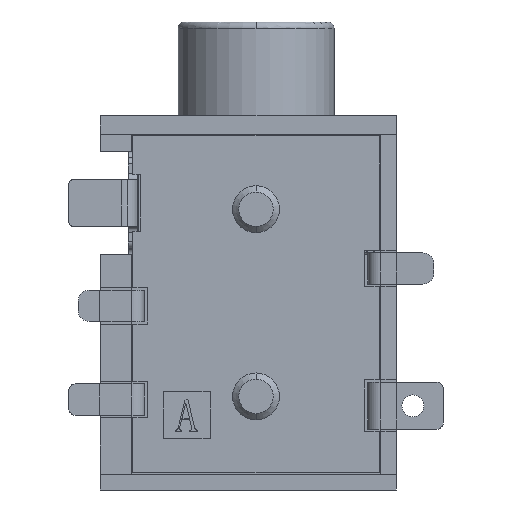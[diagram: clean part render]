
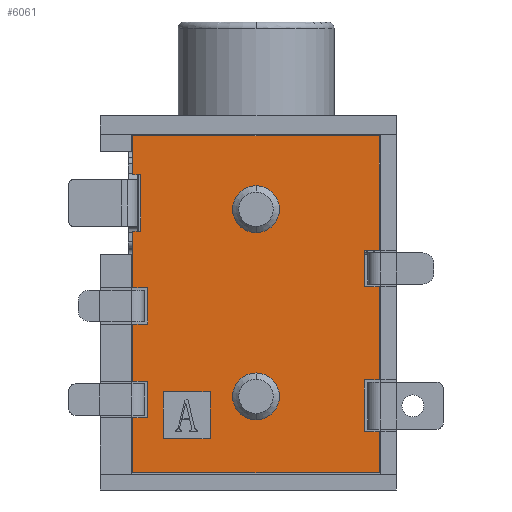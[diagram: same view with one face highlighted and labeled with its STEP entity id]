
A CAD part, front view. The second image highlights one B-rep face of the part: STEP entity #6061.
In plain terms, the highlighted planar face has unit normal (0, -1, 0).
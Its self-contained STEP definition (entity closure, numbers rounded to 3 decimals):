
#3133 = VERTEX_POINT('',#3134);
#3134 = CARTESIAN_POINT('',(-3.95,-2.4,-4.9));
#3142 = EDGE_CURVE('',#3143,#3133,#3145,.T.);
#3143 = VERTEX_POINT('',#3144);
#3144 = CARTESIAN_POINT('',(-3.95,-2.4,-3.65));
#3145 = LINE('',#3146,#3147);
#3146 = CARTESIAN_POINT('',(-3.95,-2.4,-8.05));
#3147 = VECTOR('',#3148,1.);
#3148 = DIRECTION('',(0.,0.,-1.));
#3253 = EDGE_CURVE('',#3254,#3143,#3256,.T.);
#3254 = VERTEX_POINT('',#3255);
#3255 = CARTESIAN_POINT('',(3.95,-2.4,-3.65));
#3256 = LINE('',#3257,#3258);
#3257 = CARTESIAN_POINT('',(0.,-2.4,-3.65));
#3258 = VECTOR('',#3259,1.);
#3259 = DIRECTION('',(-1.,-0.,-0.));
#4006 = VERTEX_POINT('',#4007);
#4007 = CARTESIAN_POINT('',(3.95,-2.4,-7.32));
#4015 = EDGE_CURVE('',#3254,#4006,#4016,.T.);
#4016 = LINE('',#4017,#4018);
#4017 = CARTESIAN_POINT('',(3.95,-2.4,-11.775));
#4018 = VECTOR('',#4019,1.);
#4019 = DIRECTION('',(0.,0.,-1.));
#4029 = EDGE_CURVE('',#4030,#4006,#4032,.T.);
#4030 = VERTEX_POINT('',#4031);
#4031 = CARTESIAN_POINT('',(3.475,-2.4,-7.32));
#4032 = LINE('',#4033,#4034);
#4033 = CARTESIAN_POINT('',(4.237,-2.4,-7.32));
#4034 = VECTOR('',#4035,1.);
#4035 = DIRECTION('',(1.,0.,0.));
#4839 = EDGE_CURVE('',#4840,#4030,#4842,.T.);
#4840 = VERTEX_POINT('',#4841);
#4841 = CARTESIAN_POINT('',(3.475,-2.4,-8.48));
#4842 = LINE('',#4843,#4844);
#4843 = CARTESIAN_POINT('',(3.475,-2.4,-8.05));
#4844 = VECTOR('',#4845,1.);
#4845 = DIRECTION('',(0.,0.,1.));
#6040 = EDGE_CURVE('',#3133,#6041,#6043,.T.);
#6041 = VERTEX_POINT('',#6042);
#6042 = CARTESIAN_POINT('',(-3.7,-2.4,-4.9));
#6043 = LINE('',#6044,#6045);
#6044 = CARTESIAN_POINT('',(-3.7,-2.4,-4.9));
#6045 = VECTOR('',#6046,1.);
#6046 = DIRECTION('',(1.,0.,0.));
#6061 = ADVANCED_FACE('',(#6062,#6082,#6116,#6136),#6286,.T.);
#6062 = FACE_BOUND('',#6063,.T.);
#6063 = EDGE_LOOP('',(#6064,#6075));
#6064 = ORIENTED_EDGE('',*,*,#6065,.T.);
#6065 = EDGE_CURVE('',#6066,#6068,#6070,.T.);
#6066 = VERTEX_POINT('',#6067);
#6067 = CARTESIAN_POINT('',(0.,-2.4,-5.25));
#6068 = VERTEX_POINT('',#6069);
#6069 = CARTESIAN_POINT('',(0.,-2.4,-6.75));
#6070 = CIRCLE('',#6071,0.75);
#6071 = AXIS2_PLACEMENT_3D('',#6072,#6073,#6074);
#6072 = CARTESIAN_POINT('',(0.,-2.4,-6.));
#6073 = DIRECTION('',(0.,1.,0.));
#6074 = DIRECTION('',(0.,0.,1.));
#6075 = ORIENTED_EDGE('',*,*,#6076,.T.);
#6076 = EDGE_CURVE('',#6068,#6066,#6077,.T.);
#6077 = CIRCLE('',#6078,0.75);
#6078 = AXIS2_PLACEMENT_3D('',#6079,#6080,#6081);
#6079 = CARTESIAN_POINT('',(0.,-2.4,-6.));
#6080 = DIRECTION('',(0.,1.,0.));
#6081 = DIRECTION('',(0.,0.,1.));
#6082 = FACE_BOUND('',#6083,.T.);
#6083 = EDGE_LOOP('',(#6084,#6094,#6102,#6110));
#6084 = ORIENTED_EDGE('',*,*,#6085,.T.);
#6085 = EDGE_CURVE('',#6086,#6088,#6090,.T.);
#6086 = VERTEX_POINT('',#6087);
#6087 = CARTESIAN_POINT('',(-2.97,-2.4,-13.35));
#6088 = VERTEX_POINT('',#6089);
#6089 = CARTESIAN_POINT('',(-2.97,-2.4,-11.85));
#6090 = LINE('',#6091,#6092);
#6091 = CARTESIAN_POINT('',(-2.97,-2.4,-8.05));
#6092 = VECTOR('',#6093,1.);
#6093 = DIRECTION('',(0.,0.,1.));
#6094 = ORIENTED_EDGE('',*,*,#6095,.T.);
#6095 = EDGE_CURVE('',#6088,#6096,#6098,.T.);
#6096 = VERTEX_POINT('',#6097);
#6097 = CARTESIAN_POINT('',(-1.47,-2.4,-11.85));
#6098 = LINE('',#6099,#6100);
#6099 = CARTESIAN_POINT('',(0.,-2.4,-11.85));
#6100 = VECTOR('',#6101,1.);
#6101 = DIRECTION('',(1.,0.,0.));
#6102 = ORIENTED_EDGE('',*,*,#6103,.T.);
#6103 = EDGE_CURVE('',#6096,#6104,#6106,.T.);
#6104 = VERTEX_POINT('',#6105);
#6105 = CARTESIAN_POINT('',(-1.47,-2.4,-13.35));
#6106 = LINE('',#6107,#6108);
#6107 = CARTESIAN_POINT('',(-1.47,-2.4,-8.05));
#6108 = VECTOR('',#6109,1.);
#6109 = DIRECTION('',(0.,0.,-1.));
#6110 = ORIENTED_EDGE('',*,*,#6111,.T.);
#6111 = EDGE_CURVE('',#6104,#6086,#6112,.T.);
#6112 = LINE('',#6113,#6114);
#6113 = CARTESIAN_POINT('',(0.,-2.4,-13.35));
#6114 = VECTOR('',#6115,1.);
#6115 = DIRECTION('',(-1.,-0.,-0.));
#6116 = FACE_BOUND('',#6117,.T.);
#6117 = EDGE_LOOP('',(#6118,#6129));
#6118 = ORIENTED_EDGE('',*,*,#6119,.T.);
#6119 = EDGE_CURVE('',#6120,#6122,#6124,.T.);
#6120 = VERTEX_POINT('',#6121);
#6121 = CARTESIAN_POINT('',(0.,-2.4,-11.25));
#6122 = VERTEX_POINT('',#6123);
#6123 = CARTESIAN_POINT('',(0.,-2.4,-12.75));
#6124 = CIRCLE('',#6125,0.75);
#6125 = AXIS2_PLACEMENT_3D('',#6126,#6127,#6128);
#6126 = CARTESIAN_POINT('',(0.,-2.4,-12.));
#6127 = DIRECTION('',(0.,1.,0.));
#6128 = DIRECTION('',(0.,0.,1.));
#6129 = ORIENTED_EDGE('',*,*,#6130,.T.);
#6130 = EDGE_CURVE('',#6122,#6120,#6131,.T.);
#6131 = CIRCLE('',#6132,0.75);
#6132 = AXIS2_PLACEMENT_3D('',#6133,#6134,#6135);
#6133 = CARTESIAN_POINT('',(0.,-2.4,-12.));
#6134 = DIRECTION('',(0.,1.,0.));
#6135 = DIRECTION('',(0.,0.,1.));
#6136 = FACE_BOUND('',#6137,.T.);
#6137 = EDGE_LOOP('',(#6138,#6148,#6156,#6164,#6172,#6180,#6188,#6194,
    #6195,#6196,#6197,#6198,#6199,#6200,#6208,#6216,#6224,#6232,#6240,
    #6248,#6256,#6264,#6272,#6280));
#6138 = ORIENTED_EDGE('',*,*,#6139,.T.);
#6139 = EDGE_CURVE('',#6140,#6142,#6144,.T.);
#6140 = VERTEX_POINT('',#6141);
#6141 = CARTESIAN_POINT('',(-3.95,-2.4,-14.45));
#6142 = VERTEX_POINT('',#6143);
#6143 = CARTESIAN_POINT('',(3.95,-2.4,-14.45));
#6144 = LINE('',#6145,#6146);
#6145 = CARTESIAN_POINT('',(0.,-2.4,-14.45));
#6146 = VECTOR('',#6147,1.);
#6147 = DIRECTION('',(1.,0.,0.));
#6148 = ORIENTED_EDGE('',*,*,#6149,.F.);
#6149 = EDGE_CURVE('',#6150,#6142,#6152,.T.);
#6150 = VERTEX_POINT('',#6151);
#6151 = CARTESIAN_POINT('',(3.95,-2.4,-13.13));
#6152 = LINE('',#6153,#6154);
#6153 = CARTESIAN_POINT('',(3.95,-2.4,-11.775));
#6154 = VECTOR('',#6155,1.);
#6155 = DIRECTION('',(0.,0.,-1.));
#6156 = ORIENTED_EDGE('',*,*,#6157,.T.);
#6157 = EDGE_CURVE('',#6150,#6158,#6160,.T.);
#6158 = VERTEX_POINT('',#6159);
#6159 = CARTESIAN_POINT('',(3.475,-2.4,-13.13));
#6160 = LINE('',#6161,#6162);
#6161 = CARTESIAN_POINT('',(3.475,-2.4,-13.13));
#6162 = VECTOR('',#6163,1.);
#6163 = DIRECTION('',(-1.,0.,0.));
#6164 = ORIENTED_EDGE('',*,*,#6165,.T.);
#6165 = EDGE_CURVE('',#6158,#6166,#6168,.T.);
#6166 = VERTEX_POINT('',#6167);
#6167 = CARTESIAN_POINT('',(3.475,-2.4,-11.47));
#6168 = LINE('',#6169,#6170);
#6169 = CARTESIAN_POINT('',(3.475,-2.4,-8.05));
#6170 = VECTOR('',#6171,1.);
#6171 = DIRECTION('',(0.,0.,1.));
#6172 = ORIENTED_EDGE('',*,*,#6173,.T.);
#6173 = EDGE_CURVE('',#6166,#6174,#6176,.T.);
#6174 = VERTEX_POINT('',#6175);
#6175 = CARTESIAN_POINT('',(3.95,-2.4,-11.47));
#6176 = LINE('',#6177,#6178);
#6177 = CARTESIAN_POINT('',(4.386,-2.4,-11.47));
#6178 = VECTOR('',#6179,1.);
#6179 = DIRECTION('',(1.,0.,0.));
#6180 = ORIENTED_EDGE('',*,*,#6181,.F.);
#6181 = EDGE_CURVE('',#6182,#6174,#6184,.T.);
#6182 = VERTEX_POINT('',#6183);
#6183 = CARTESIAN_POINT('',(3.95,-2.4,-8.48));
#6184 = LINE('',#6185,#6186);
#6185 = CARTESIAN_POINT('',(3.95,-2.4,-11.775));
#6186 = VECTOR('',#6187,1.);
#6187 = DIRECTION('',(0.,0.,-1.));
#6188 = ORIENTED_EDGE('',*,*,#6189,.T.);
#6189 = EDGE_CURVE('',#6182,#4840,#6190,.T.);
#6190 = LINE('',#6191,#6192);
#6191 = CARTESIAN_POINT('',(3.475,-2.4,-8.48));
#6192 = VECTOR('',#6193,1.);
#6193 = DIRECTION('',(-1.,0.,0.));
#6194 = ORIENTED_EDGE('',*,*,#4839,.T.);
#6195 = ORIENTED_EDGE('',*,*,#4029,.T.);
#6196 = ORIENTED_EDGE('',*,*,#4015,.F.);
#6197 = ORIENTED_EDGE('',*,*,#3253,.T.);
#6198 = ORIENTED_EDGE('',*,*,#3142,.T.);
#6199 = ORIENTED_EDGE('',*,*,#6040,.T.);
#6200 = ORIENTED_EDGE('',*,*,#6201,.T.);
#6201 = EDGE_CURVE('',#6041,#6202,#6204,.T.);
#6202 = VERTEX_POINT('',#6203);
#6203 = CARTESIAN_POINT('',(-3.7,-2.4,-6.7));
#6204 = LINE('',#6205,#6206);
#6205 = CARTESIAN_POINT('',(-3.7,-2.4,-6.7));
#6206 = VECTOR('',#6207,1.);
#6207 = DIRECTION('',(0.,0.,-1.));
#6208 = ORIENTED_EDGE('',*,*,#6209,.T.);
#6209 = EDGE_CURVE('',#6202,#6210,#6212,.T.);
#6210 = VERTEX_POINT('',#6211);
#6211 = CARTESIAN_POINT('',(-3.95,-2.4,-6.7));
#6212 = LINE('',#6213,#6214);
#6213 = CARTESIAN_POINT('',(0.,-2.4,-6.7));
#6214 = VECTOR('',#6215,1.);
#6215 = DIRECTION('',(-1.,-0.,-0.));
#6216 = ORIENTED_EDGE('',*,*,#6217,.T.);
#6217 = EDGE_CURVE('',#6210,#6218,#6220,.T.);
#6218 = VERTEX_POINT('',#6219);
#6219 = CARTESIAN_POINT('',(-3.95,-2.4,-8.52));
#6220 = LINE('',#6221,#6222);
#6221 = CARTESIAN_POINT('',(-3.95,-2.4,-8.05));
#6222 = VECTOR('',#6223,1.);
#6223 = DIRECTION('',(0.,0.,-1.));
#6224 = ORIENTED_EDGE('',*,*,#6225,.T.);
#6225 = EDGE_CURVE('',#6218,#6226,#6228,.T.);
#6226 = VERTEX_POINT('',#6227);
#6227 = CARTESIAN_POINT('',(-3.475,-2.4,-8.52));
#6228 = LINE('',#6229,#6230);
#6229 = CARTESIAN_POINT('',(0.,-2.4,-8.52));
#6230 = VECTOR('',#6231,1.);
#6231 = DIRECTION('',(1.,0.,0.));
#6232 = ORIENTED_EDGE('',*,*,#6233,.T.);
#6233 = EDGE_CURVE('',#6226,#6234,#6236,.T.);
#6234 = VERTEX_POINT('',#6235);
#6235 = CARTESIAN_POINT('',(-3.475,-2.4,-9.68));
#6236 = LINE('',#6237,#6238);
#6237 = CARTESIAN_POINT('',(-3.475,-2.4,-8.05));
#6238 = VECTOR('',#6239,1.);
#6239 = DIRECTION('',(0.,0.,-1.));
#6240 = ORIENTED_EDGE('',*,*,#6241,.T.);
#6241 = EDGE_CURVE('',#6234,#6242,#6244,.T.);
#6242 = VERTEX_POINT('',#6243);
#6243 = CARTESIAN_POINT('',(-3.95,-2.4,-9.68));
#6244 = LINE('',#6245,#6246);
#6245 = CARTESIAN_POINT('',(0.,-2.4,-9.68));
#6246 = VECTOR('',#6247,1.);
#6247 = DIRECTION('',(-1.,-0.,-0.));
#6248 = ORIENTED_EDGE('',*,*,#6249,.T.);
#6249 = EDGE_CURVE('',#6242,#6250,#6252,.T.);
#6250 = VERTEX_POINT('',#6251);
#6251 = CARTESIAN_POINT('',(-3.95,-2.4,-11.52));
#6252 = LINE('',#6253,#6254);
#6253 = CARTESIAN_POINT('',(-3.95,-2.4,-4.175));
#6254 = VECTOR('',#6255,1.);
#6255 = DIRECTION('',(0.,0.,-1.));
#6256 = ORIENTED_EDGE('',*,*,#6257,.T.);
#6257 = EDGE_CURVE('',#6250,#6258,#6260,.T.);
#6258 = VERTEX_POINT('',#6259);
#6259 = CARTESIAN_POINT('',(-3.475,-2.4,-11.52));
#6260 = LINE('',#6261,#6262);
#6261 = CARTESIAN_POINT('',(-3.475,-2.4,-11.52));
#6262 = VECTOR('',#6263,1.);
#6263 = DIRECTION('',(1.,0.,0.));
#6264 = ORIENTED_EDGE('',*,*,#6265,.T.);
#6265 = EDGE_CURVE('',#6258,#6266,#6268,.T.);
#6266 = VERTEX_POINT('',#6267);
#6267 = CARTESIAN_POINT('',(-3.475,-2.4,-12.68));
#6268 = LINE('',#6269,#6270);
#6269 = CARTESIAN_POINT('',(-3.475,-2.4,-8.05));
#6270 = VECTOR('',#6271,1.);
#6271 = DIRECTION('',(0.,0.,-1.));
#6272 = ORIENTED_EDGE('',*,*,#6273,.T.);
#6273 = EDGE_CURVE('',#6266,#6274,#6276,.T.);
#6274 = VERTEX_POINT('',#6275);
#6275 = CARTESIAN_POINT('',(-3.95,-2.4,-12.68));
#6276 = LINE('',#6277,#6278);
#6277 = CARTESIAN_POINT('',(-4.237,-2.4,-12.68));
#6278 = VECTOR('',#6279,1.);
#6279 = DIRECTION('',(-1.,0.,0.));
#6280 = ORIENTED_EDGE('',*,*,#6281,.T.);
#6281 = EDGE_CURVE('',#6274,#6140,#6282,.T.);
#6282 = LINE('',#6283,#6284);
#6283 = CARTESIAN_POINT('',(-3.95,-2.4,-4.175));
#6284 = VECTOR('',#6285,1.);
#6285 = DIRECTION('',(0.,0.,-1.));
#6286 = PLANE('',#6287);
#6287 = AXIS2_PLACEMENT_3D('',#6288,#6289,#6290);
#6288 = CARTESIAN_POINT('',(0.,-2.4,-8.05));
#6289 = DIRECTION('',(0.,-1.,0.));
#6290 = DIRECTION('',(0.,0.,-1.));
